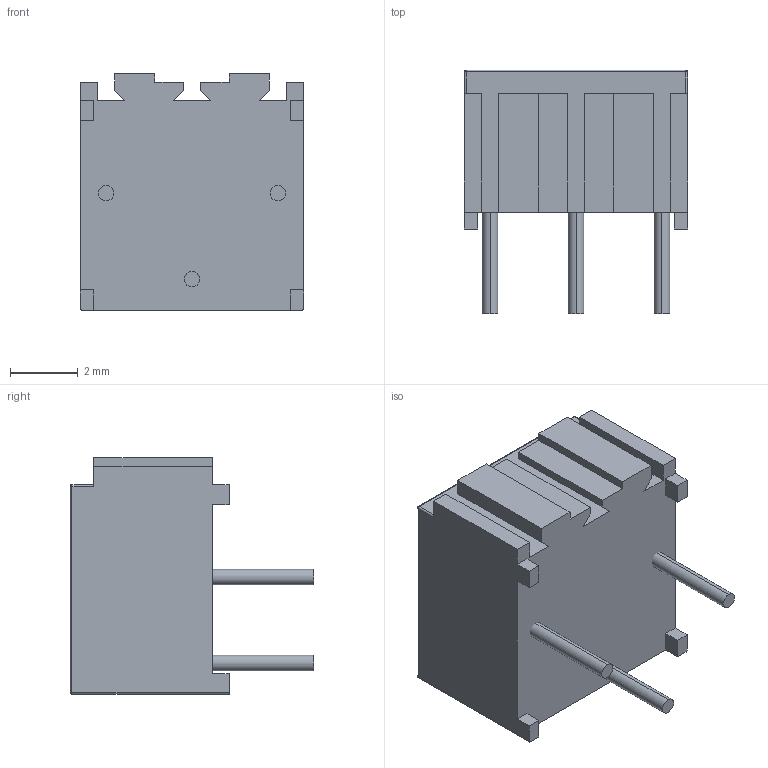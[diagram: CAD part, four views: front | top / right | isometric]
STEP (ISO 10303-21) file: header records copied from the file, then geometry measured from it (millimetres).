
FILE_DESCRIPTION (( 'STEP AP214' ), '1' );
FILE_NAME ('F626F782-0CBF-49EB-B8C6-FEB9C7283975.STEP', '2022-07-04T08:55:24', ( '' ), ( '' ), 'SwSTEP 2.0', 'SolidWorks 2022', '' );
FILE_SCHEMA (( 'AUTOMOTIVE_DESIGN' ));
Length unit declared in the file: millimetre
Products named in the file (1): F626F782-0CBF-49EB-B8C6-FEB9C7283975
Bounding box: 6.6 x 7.2 x 6.99 mm (x, y, z)
Volume: 179.2 mm3; surface area: 331 mm2
Topology: 5 solids, 5 shells, 270 faces, 723 edges, 464 vertices
Faces by surface type: plane 128, bspline 63, cylinder 56, torus 14, sphere 9
Entity records: 12323 total; most frequent: CARTESIAN_POINT 5804, ORIENTED_EDGE 1424, DIRECTION 1106, EDGE_CURVE 712, VERTEX_POINT 462, LINE 434, VECTOR 434, AXIS2_PLACEMENT_3D 336
